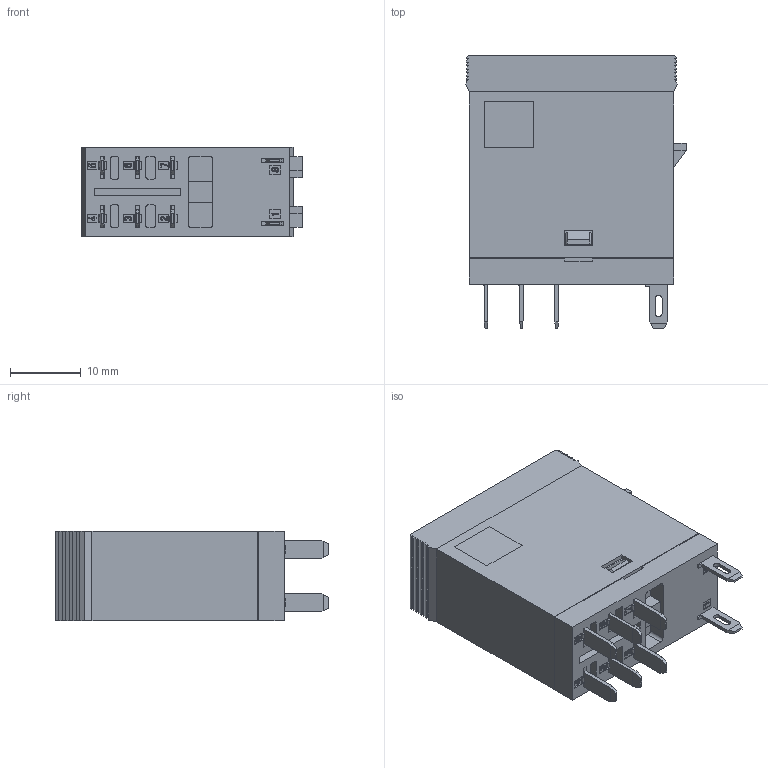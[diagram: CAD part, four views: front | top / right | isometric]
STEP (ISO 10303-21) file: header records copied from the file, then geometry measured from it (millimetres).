
FILE_DESCRIPTION(/* description */ (''),/* implementation_level */ '2;1');
FILE_NAME(/* name */ '157ft-2p.stp',/* time_stamp */ '2022-04-18T16:23:29+08:00',/* author */ (''),/* organization */ (''),/* preprocessor_version */ 'ST-DEVELOPER v11',/* originating_system */ 'SIEMENS UGS NX 6.0',/* authorisation */ '');
FILE_SCHEMA (('CONFIG_CONTROL_DESIGN'));
Length unit declared in the file: millimetre
Products named in the file (1): 157ft-2p
Bounding box: 31.1 x 38.6 x 12.6 mm (x, y, z)
Volume: 4024.5 mm3; surface area: 10309.4 mm2
Topology: 14 solids, 14 shells, 969 faces, 2688 edges, 1768 vertices
Faces by surface type: plane 818, cylinder 91, extrusion 57, torus 2, cone 1
Full cylindrical faces by diameter (mm): 1.5 x1, 2.2 x1
Entity records: 33344 total; most frequent: CARTESIAN_POINT 8444, ORIENTED_EDGE 5368, DIRECTION 4644, EDGE_CURVE 2684, VECTOR 2428, LINE 2371, VERTEX_POINT 1771, AXIS2_PLACEMENT_3D 1108
